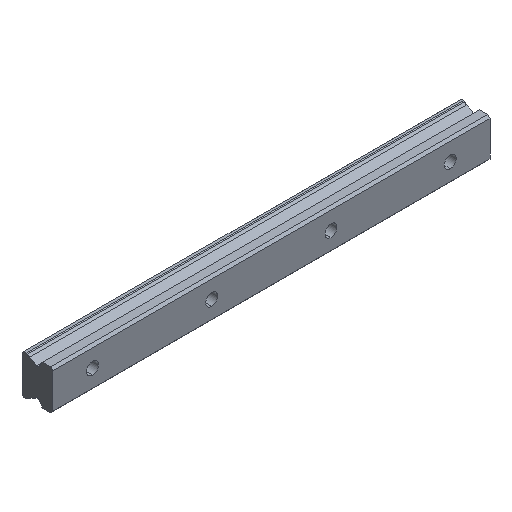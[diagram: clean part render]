
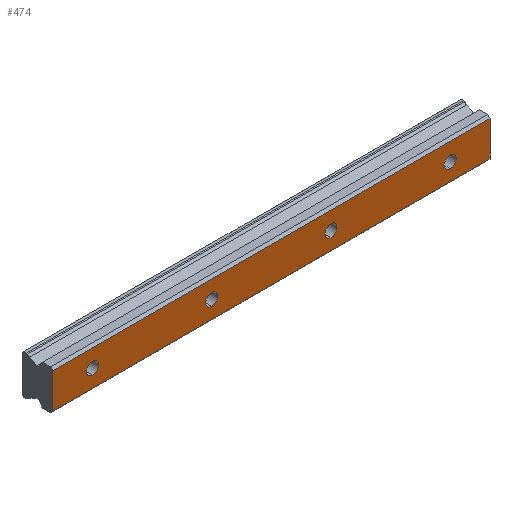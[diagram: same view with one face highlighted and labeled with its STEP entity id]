
A CAD part, isometric view. The second image highlights one B-rep face of the part: STEP entity #474.
In plain terms, the highlighted planar face has unit normal (0, -1, 0).
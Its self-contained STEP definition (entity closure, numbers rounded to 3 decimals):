
#3 = FACE_OUTER_BOUND ( 'NONE', #647, .T. ) ;
#12 = ORIENTED_EDGE ( 'NONE', *, *, #1029, .F. ) ;
#20 = CARTESIAN_POINT ( 'NONE',  ( 120., 0., 3. ) ) ;
#32 = DIRECTION ( 'NONE',  ( 0., 0., 1. ) ) ;
#41 = VECTOR ( 'NONE', #1124, 1000. ) ;
#65 = AXIS2_PLACEMENT_3D ( 'NONE', #937, #412, #926 ) ;
#76 = EDGE_CURVE ( 'NONE', #1249, #508, #252, .T. ) ;
#89 = EDGE_LOOP ( 'NONE', ( #1012, #1168 ) ) ;
#101 = FACE_BOUND ( 'NONE', #333, .T. ) ;
#112 = VERTEX_POINT ( 'NONE', #20 ) ;
#113 = DIRECTION ( 'NONE',  ( 1., 0., 0. ) ) ;
#130 = ORIENTED_EDGE ( 'NONE', *, *, #706, .F. ) ;
#136 = DIRECTION ( 'NONE',  ( 0., 0., 1. ) ) ;
#144 = ORIENTED_EDGE ( 'NONE', *, *, #840, .F. ) ;
#149 = CARTESIAN_POINT ( 'NONE',  ( 180., 0., 0. ) ) ;
#193 = CARTESIAN_POINT ( 'NONE',  ( 120., 0., 0. ) ) ;
#208 = VERTEX_POINT ( 'NONE', #1163 ) ;
#218 = CARTESIAN_POINT ( 'NONE',  ( 120., 0., -3. ) ) ;
#222 = AXIS2_PLACEMENT_3D ( 'NONE', #486, #719, #1088 ) ;
#226 = AXIS2_PLACEMENT_3D ( 'NONE', #287, #421, #558 ) ;
#231 = PLANE ( 'NONE',  #222 ) ;
#248 = CIRCLE ( 'NONE', #960, 3. ) ;
#252 = CIRCLE ( 'NONE', #1377, 3. ) ;
#255 = VECTOR ( 'NONE', #113, 1000. ) ;
#259 = ORIENTED_EDGE ( 'NONE', *, *, #757, .F. ) ;
#272 = CIRCLE ( 'NONE', #1159, 3. ) ;
#275 = DIRECTION ( 'NONE',  ( 0., -1., 0. ) ) ;
#287 = CARTESIAN_POINT ( 'NONE',  ( 180., 0., 0. ) ) ;
#306 = DIRECTION ( 'NONE',  ( 0., 0., 1. ) ) ;
#331 = ORIENTED_EDGE ( 'NONE', *, *, #76, .F. ) ;
#333 = EDGE_LOOP ( 'NONE', ( #665, #259 ) ) ;
#338 = VERTEX_POINT ( 'NONE', #685 ) ;
#345 = CARTESIAN_POINT ( 'NONE',  ( 200., 0., -8.82 ) ) ;
#356 = EDGE_CURVE ( 'NONE', #513, #1478, #925, .T. ) ;
#367 = CARTESIAN_POINT ( 'NONE',  ( -20., 0., -8.82 ) ) ;
#405 = DIRECTION ( 'NONE',  ( 0., -1., 0. ) ) ;
#412 = DIRECTION ( 'NONE',  ( 0., -1., 0. ) ) ;
#421 = DIRECTION ( 'NONE',  ( 0., -1., 0. ) ) ;
#445 = VERTEX_POINT ( 'NONE', #467 ) ;
#450 = CARTESIAN_POINT ( 'NONE',  ( -20., 0., 8.82 ) ) ;
#467 = CARTESIAN_POINT ( 'NONE',  ( 60., 0., 3. ) ) ;
#474 = ADVANCED_FACE ( 'NONE', ( #3, #713, #1202, #101, #1214 ), #231, .F. ) ;
#486 = CARTESIAN_POINT ( 'NONE',  ( 200., 0., 8.82 ) ) ;
#497 = DIRECTION ( 'NONE',  ( -1., 0., 0. ) ) ;
#508 = VERTEX_POINT ( 'NONE', #952 ) ;
#513 = VERTEX_POINT ( 'NONE', #367 ) ;
#548 = CIRCLE ( 'NONE', #226, 3. ) ;
#558 = DIRECTION ( 'NONE',  ( 0., 0., 1. ) ) ;
#572 = EDGE_CURVE ( 'NONE', #1532, #338, #1212, .T. ) ;
#582 = ORIENTED_EDGE ( 'NONE', *, *, #1318, .F. ) ;
#584 = ORIENTED_EDGE ( 'NONE', *, *, #572, .F. ) ;
#595 = CARTESIAN_POINT ( 'NONE',  ( 200., 0., 8.82 ) ) ;
#609 = LINE ( 'NONE', #345, #752 ) ;
#613 = CARTESIAN_POINT ( 'NONE',  ( 200., 0., 8.82 ) ) ;
#641 = CARTESIAN_POINT ( 'NONE',  ( 0., 0., 0. ) ) ;
#646 = DIRECTION ( 'NONE',  ( 0., 0., 1. ) ) ;
#647 = EDGE_LOOP ( 'NONE', ( #582, #12, #144, #1147 ) ) ;
#651 = CIRCLE ( 'NONE', #65, 3. ) ;
#664 = CARTESIAN_POINT ( 'NONE',  ( 0., 0., 0. ) ) ;
#665 = ORIENTED_EDGE ( 'NONE', *, *, #1043, .F. ) ;
#682 = AXIS2_PLACEMENT_3D ( 'NONE', #641, #1452, #136 ) ;
#685 = CARTESIAN_POINT ( 'NONE',  ( 0., 0., 3. ) ) ;
#694 = CARTESIAN_POINT ( 'NONE',  ( -20., 0., 8.82 ) ) ;
#706 = EDGE_CURVE ( 'NONE', #508, #1249, #548, .T. ) ;
#713 = FACE_BOUND ( 'NONE', #1330, .T. ) ;
#719 = DIRECTION ( 'NONE',  ( 0., 1., 0. ) ) ;
#752 = VECTOR ( 'NONE', #497, 1000. ) ;
#756 = CIRCLE ( 'NONE', #959, 3. ) ;
#757 = EDGE_CURVE ( 'NONE', #1097, #112, #756, .T. ) ;
#759 = DIRECTION ( 'NONE',  ( 0., -1., 0. ) ) ;
#761 = EDGE_CURVE ( 'NONE', #445, #208, #272, .T. ) ;
#808 = DIRECTION ( 'NONE',  ( 0., -1., 0. ) ) ;
#840 = EDGE_CURVE ( 'NONE', #1478, #942, #1201, .T. ) ;
#848 = VERTEX_POINT ( 'NONE', #1084 ) ;
#915 = CARTESIAN_POINT ( 'NONE',  ( 60., 0., 0. ) ) ;
#925 = LINE ( 'NONE', #450, #932 ) ;
#926 = DIRECTION ( 'NONE',  ( 0., 0., 1. ) ) ;
#932 = VECTOR ( 'NONE', #1038, 1000. ) ;
#937 = CARTESIAN_POINT ( 'NONE',  ( 60., 0., 0. ) ) ;
#942 = VERTEX_POINT ( 'NONE', #613 ) ;
#952 = CARTESIAN_POINT ( 'NONE',  ( 180., 0., -3. ) ) ;
#959 = AXIS2_PLACEMENT_3D ( 'NONE', #193, #808, #1287 ) ;
#960 = AXIS2_PLACEMENT_3D ( 'NONE', #1119, #759, #646 ) ;
#966 = EDGE_CURVE ( 'NONE', #338, #1532, #998, .T. ) ;
#998 = CIRCLE ( 'NONE', #1087, 3. ) ;
#1012 = ORIENTED_EDGE ( 'NONE', *, *, #761, .F. ) ;
#1019 = CARTESIAN_POINT ( 'NONE',  ( 200., 0., 8.82 ) ) ;
#1029 = EDGE_CURVE ( 'NONE', #942, #848, #1241, .T. ) ;
#1038 = DIRECTION ( 'NONE',  ( 0., 0., 1. ) ) ;
#1043 = EDGE_CURVE ( 'NONE', #112, #1097, #248, .T. ) ;
#1084 = CARTESIAN_POINT ( 'NONE',  ( 200., 0., -8.82 ) ) ;
#1087 = AXIS2_PLACEMENT_3D ( 'NONE', #664, #1382, #1259 ) ;
#1088 = DIRECTION ( 'NONE',  ( 0., 0., 1. ) ) ;
#1097 = VERTEX_POINT ( 'NONE', #218 ) ;
#1119 = CARTESIAN_POINT ( 'NONE',  ( 120., 0., 0. ) ) ;
#1124 = DIRECTION ( 'NONE',  ( 0., 0., -1. ) ) ;
#1147 = ORIENTED_EDGE ( 'NONE', *, *, #356, .F. ) ;
#1154 = CARTESIAN_POINT ( 'NONE',  ( 0., 0., -3. ) ) ;
#1159 = AXIS2_PLACEMENT_3D ( 'NONE', #915, #405, #306 ) ;
#1163 = CARTESIAN_POINT ( 'NONE',  ( 60., 0., -3. ) ) ;
#1168 = ORIENTED_EDGE ( 'NONE', *, *, #1497, .F. ) ;
#1191 = CARTESIAN_POINT ( 'NONE',  ( 180., 0., 3. ) ) ;
#1201 = LINE ( 'NONE', #595, #255 ) ;
#1202 = FACE_BOUND ( 'NONE', #1450, .T. ) ;
#1212 = CIRCLE ( 'NONE', #682, 3. ) ;
#1214 = FACE_BOUND ( 'NONE', #89, .T. ) ;
#1241 = LINE ( 'NONE', #1019, #41 ) ;
#1249 = VERTEX_POINT ( 'NONE', #1191 ) ;
#1259 = DIRECTION ( 'NONE',  ( 0., 0., 1. ) ) ;
#1287 = DIRECTION ( 'NONE',  ( 0., 0., 1. ) ) ;
#1318 = EDGE_CURVE ( 'NONE', #848, #513, #609, .T. ) ;
#1330 = EDGE_LOOP ( 'NONE', ( #1419, #584 ) ) ;
#1377 = AXIS2_PLACEMENT_3D ( 'NONE', #149, #275, #32 ) ;
#1382 = DIRECTION ( 'NONE',  ( 0., -1., 0. ) ) ;
#1419 = ORIENTED_EDGE ( 'NONE', *, *, #966, .F. ) ;
#1450 = EDGE_LOOP ( 'NONE', ( #331, #130 ) ) ;
#1452 = DIRECTION ( 'NONE',  ( 0., -1., 0. ) ) ;
#1478 = VERTEX_POINT ( 'NONE', #694 ) ;
#1497 = EDGE_CURVE ( 'NONE', #208, #445, #651, .T. ) ;
#1532 = VERTEX_POINT ( 'NONE', #1154 ) ;
